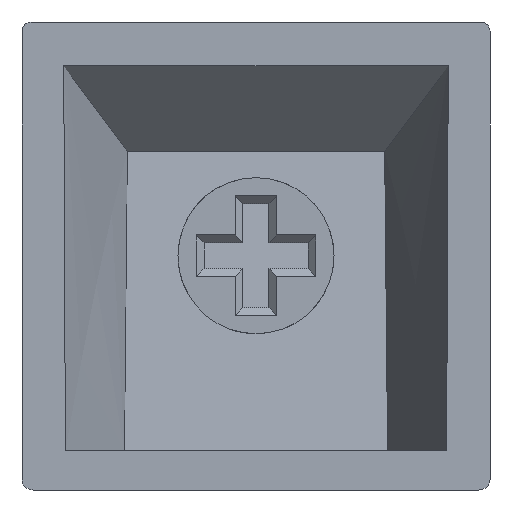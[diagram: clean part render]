
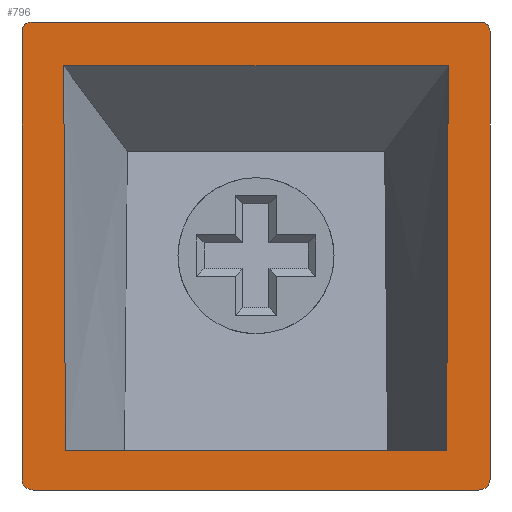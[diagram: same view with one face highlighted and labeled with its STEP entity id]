
A CAD part, front view. The second image highlights one B-rep face of the part: STEP entity #796.
In plain terms, the highlighted planar face has unit normal (0, -1, 0).
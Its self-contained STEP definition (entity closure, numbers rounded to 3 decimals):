
#796=ADVANCED_FACE('',(#797,#887),#931,.T.);
#797=FACE_BOUND('',#798,.T.);
#798=EDGE_LOOP('',(#799,#809,#823,#831,#845,#853,#867,#875));
#799=ORIENTED_EDGE('',*,*,#800,.T.);
#800=EDGE_CURVE('',#801,#803,#805,.F.);
#801=VERTEX_POINT('',#802);
#802=CARTESIAN_POINT('',(0.451,0.0,-18.0));
#803=VERTEX_POINT('',#804);
#804=CARTESIAN_POINT('',(17.549,0.0,-18.0));
#805=LINE('',#806,#807);
#806=CARTESIAN_POINT('',(0.0,0.0,-18.0));
#807=VECTOR('',#808,1.0);
#808=DIRECTION('',(-1.0,0.0,0.0));
#809=ORIENTED_EDGE('',*,*,#810,.T.);
#810=EDGE_CURVE('',#803,#811,#813,.T.);
#811=VERTEX_POINT('',#812);
#812=CARTESIAN_POINT('',(18.0,0.0,-17.6));
#813=B_SPLINE_CURVE_WITH_KNOTS('',2,(#814,#815,#816,#817,#818,#819,#820,#821,#822),.UNSPECIFIED.,.F.,.U.,(3,2,2,2,3),(0.0,0.25,0.5,0.75,1.0),.PIECEWISE_BEZIER_KNOTS.);
#814=CARTESIAN_POINT('',(17.549,0.0,-18.0));
#815=CARTESIAN_POINT('',(17.634,0.0,-18.0));
#816=CARTESIAN_POINT('',(17.714,0.0,-17.973));
#817=CARTESIAN_POINT('',(17.793,0.0,-17.946));
#818=CARTESIAN_POINT('',(17.858,0.0,-17.892));
#819=CARTESIAN_POINT('',(17.924,0.0,-17.838));
#820=CARTESIAN_POINT('',(17.962,0.0,-17.762));
#821=CARTESIAN_POINT('',(18.,0.0,-17.686));
#822=CARTESIAN_POINT('',(18.,0.0,-17.6));
#823=ORIENTED_EDGE('',*,*,#824,.T.);
#824=EDGE_CURVE('',#811,#825,#827,.F.);
#825=VERTEX_POINT('',#826);
#826=CARTESIAN_POINT('',(18.0,0.0,-0.379));
#827=LINE('',#828,#829);
#828=CARTESIAN_POINT('',(18.0,0.0,0.0));
#829=VECTOR('',#830,1.0);
#830=DIRECTION('',(0.0,0.0,-1.0));
#831=ORIENTED_EDGE('',*,*,#832,.T.);
#832=EDGE_CURVE('',#825,#833,#835,.T.);
#833=VERTEX_POINT('',#834);
#834=CARTESIAN_POINT('',(17.641,0.0,0.0));
#835=B_SPLINE_CURVE_WITH_KNOTS('',2,(#836,#837,#838,#839,#840,#841,#842,#843,#844),.UNSPECIFIED.,.F.,.U.,(3,2,2,2,3),(0.0,0.25,0.5,0.75,1.0),.PIECEWISE_BEZIER_KNOTS.);
#836=CARTESIAN_POINT('',(18.,0.0,-0.379));
#837=CARTESIAN_POINT('',(18.,0.0,-0.304));
#838=CARTESIAN_POINT('',(17.976,0.0,-0.235));
#839=CARTESIAN_POINT('',(17.952,0.0,-0.166));
#840=CARTESIAN_POINT('',(17.902,0.0,-0.111));
#841=CARTESIAN_POINT('',(17.854,0.0,-0.058));
#842=CARTESIAN_POINT('',(17.784,0.0,-0.028));
#843=CARTESIAN_POINT('',(17.718,0.0,0.));
#844=CARTESIAN_POINT('',(17.641,0.0,0.));
#845=ORIENTED_EDGE('',*,*,#846,.T.);
#846=EDGE_CURVE('',#833,#847,#849,.F.);
#847=VERTEX_POINT('',#848);
#848=CARTESIAN_POINT('',(0.359,0.0,0.0));
#849=LINE('',#850,#851);
#850=CARTESIAN_POINT('',(0.0,0.0,0.0));
#851=VECTOR('',#852,1.0);
#852=DIRECTION('',(1.0,0.0,0.0));
#853=ORIENTED_EDGE('',*,*,#854,.T.);
#854=EDGE_CURVE('',#847,#855,#857,.T.);
#855=VERTEX_POINT('',#856);
#856=CARTESIAN_POINT('',(0.0,0.0,-0.379));
#857=B_SPLINE_CURVE_WITH_KNOTS('',2,(#858,#859,#860,#861,#862,#863,#864,#865,#866),.UNSPECIFIED.,.F.,.U.,(3,2,2,2,3),(0.0,0.25,0.5,0.75,1.0),.PIECEWISE_BEZIER_KNOTS.);
#858=CARTESIAN_POINT('',(0.359,0.0,0.));
#859=CARTESIAN_POINT('',(0.284,0.0,0.));
#860=CARTESIAN_POINT('',(0.217,0.0,-0.028));
#861=CARTESIAN_POINT('',(0.15,0.0,-0.056));
#862=CARTESIAN_POINT('',(0.098,0.0,-0.111));
#863=CARTESIAN_POINT('',(0.05,0.0,-0.163));
#864=CARTESIAN_POINT('',(0.024,0.0,-0.235));
#865=CARTESIAN_POINT('',(0.,0.0,-0.302));
#866=CARTESIAN_POINT('',(0.,0.0,-0.379));
#867=ORIENTED_EDGE('',*,*,#868,.T.);
#868=EDGE_CURVE('',#855,#869,#871,.F.);
#869=VERTEX_POINT('',#870);
#870=CARTESIAN_POINT('',(0.0,0.0,-17.6));
#871=LINE('',#872,#873);
#872=CARTESIAN_POINT('',(0.0,0.0,0.0));
#873=VECTOR('',#874,1.0);
#874=DIRECTION('',(0.0,0.0,1.0));
#875=ORIENTED_EDGE('',*,*,#876,.T.);
#876=EDGE_CURVE('',#869,#801,#877,.T.);
#877=B_SPLINE_CURVE_WITH_KNOTS('',2,(#878,#879,#880,#881,#882,#883,#884,#885,#886),.UNSPECIFIED.,.F.,.U.,(3,2,2,2,3),(0.0,0.25,0.5,0.75,1.0),.PIECEWISE_BEZIER_KNOTS.);
#878=CARTESIAN_POINT('',(0.,0.0,-17.6));
#879=CARTESIAN_POINT('',(0.,0.0,-17.683));
#880=CARTESIAN_POINT('',(0.038,0.0,-17.761));
#881=CARTESIAN_POINT('',(0.074,0.0,-17.834));
#882=CARTESIAN_POINT('',(0.141,0.0,-17.892));
#883=CARTESIAN_POINT('',(0.203,0.0,-17.944));
#884=CARTESIAN_POINT('',(0.286,0.0,-17.973));
#885=CARTESIAN_POINT('',(0.364,0.0,-18.0));
#886=CARTESIAN_POINT('',(0.451,0.0,-18.0));
#887=FACE_BOUND('',#888,.T.);
#888=EDGE_LOOP('',(#889,#899,#912,#920));
#889=ORIENTED_EDGE('',*,*,#890,.T.);
#890=EDGE_CURVE('',#891,#893,#895,.T.);
#891=VERTEX_POINT('',#892);
#892=CARTESIAN_POINT('',(16.332,0.,-16.5));
#893=VERTEX_POINT('',#894);
#894=CARTESIAN_POINT('',(1.668,0.0,-16.5));
#895=LINE('',#896,#897);
#896=CARTESIAN_POINT('',(0.0,0.0,-16.5));
#897=VECTOR('',#898,1.0);
#898=DIRECTION('',(-1.0,0.0,0.0));
#899=ORIENTED_EDGE('',*,*,#900,.T.);
#900=EDGE_CURVE('',#893,#901,#903,.T.);
#901=VERTEX_POINT('',#902);
#902=CARTESIAN_POINT('',(1.606,0.,-1.689));
#903=B_SPLINE_CURVE_WITH_KNOTS('',3,(#904,#905,#906,#907,#908,#909,#910,#911),.UNSPECIFIED.,.F.,.U.,(4,2,2,4),(0.0,4.823,9.817,14.811),.UNSPECIFIED.);
#904=CARTESIAN_POINT('',(1.668,0.0,-16.5));
#905=CARTESIAN_POINT('',(1.658,0.0,-14.892));
#906=CARTESIAN_POINT('',(1.65,0.0,-13.285));
#907=CARTESIAN_POINT('',(1.635,0.0,-10.012));
#908=CARTESIAN_POINT('',(1.628,0.,-8.348));
#909=CARTESIAN_POINT('',(1.616,0.,-5.019));
#910=CARTESIAN_POINT('',(1.611,0.,-3.354));
#911=CARTESIAN_POINT('',(1.606,0.,-1.689));
#912=ORIENTED_EDGE('',*,*,#913,.T.);
#913=EDGE_CURVE('',#901,#914,#916,.T.);
#914=VERTEX_POINT('',#915);
#915=CARTESIAN_POINT('',(16.394,0.,-1.689));
#916=LINE('',#917,#918);
#917=CARTESIAN_POINT('',(0.0,0.0,-1.689));
#918=VECTOR('',#919,1.0);
#919=DIRECTION('',(1.0,0.0,0.0));
#920=ORIENTED_EDGE('',*,*,#921,.T.);
#921=EDGE_CURVE('',#914,#891,#922,.T.);
#922=B_SPLINE_CURVE_WITH_KNOTS('',3,(#923,#924,#925,#926,#927,#928,#929,#930),.UNSPECIFIED.,.F.,.U.,(4,2,2,4),(0.0,4.82,9.816,14.811),.UNSPECIFIED.);
#923=CARTESIAN_POINT('',(16.394,0.,-1.689));
#924=CARTESIAN_POINT('',(16.389,0.,-3.296));
#925=CARTESIAN_POINT('',(16.384,0.,-4.903));
#926=CARTESIAN_POINT('',(16.372,0.,-8.175));
#927=CARTESIAN_POINT('',(16.366,0.0,-9.84));
#928=CARTESIAN_POINT('',(16.35,0.0,-13.17));
#929=CARTESIAN_POINT('',(16.342,0.,-14.835));
#930=CARTESIAN_POINT('',(16.332,0.,-16.5));
#931=PLANE('',#932);
#932=AXIS2_PLACEMENT_3D('',#933,#934,#935);
#933=CARTESIAN_POINT('',(0.0,0.0,0.0));
#934=DIRECTION('',(0.0,-1.0,0.0));
#935=DIRECTION('',(0.0,0.0,-1.0));
